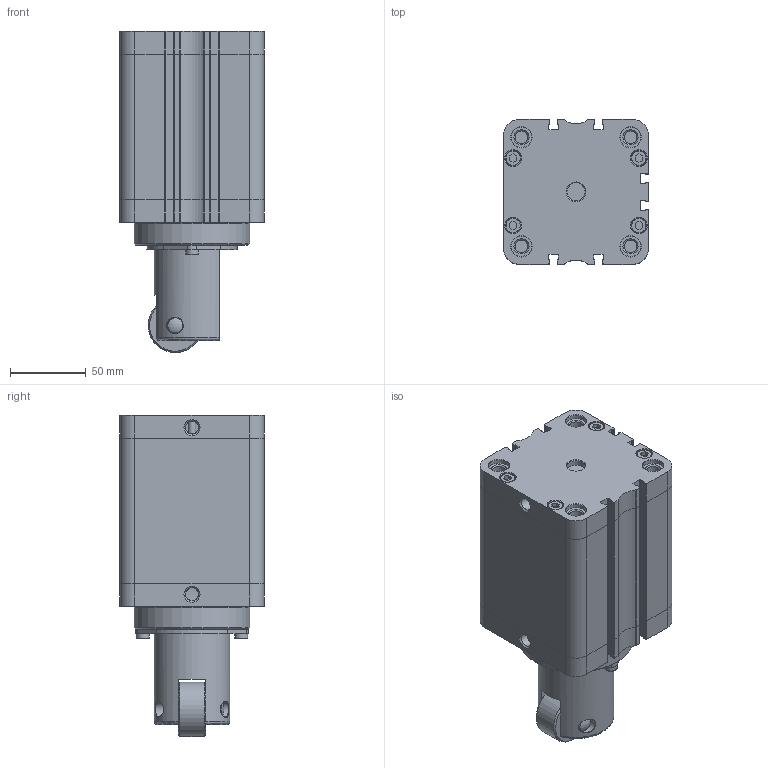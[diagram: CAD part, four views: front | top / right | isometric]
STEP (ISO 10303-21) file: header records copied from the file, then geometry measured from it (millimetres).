
FILE_DESCRIPTION((''),'2;1');
FILE_NAME('PST080.030.GS.R.stp','2014-02-20T15:21:58',('carlo.corazza'),(''),'Autodesk Inventor 2012','Autodesk Inventor 2012','');
FILE_SCHEMA(('AUTOMOTIVE_DESIGN { 1 0 10303 214 1 1 1 1 }'));
Length unit declared in the file: millimetre
Products named in the file (5): PST080.030.GS.R; CORPO; STELO; TA; TP
Assembly tree (4 placements, depth 2):
  PST080.030.GS.R
    CORPO
    STELO
    TA
    TP
Bounding box: 95.5 x 95.5 x 211.96 mm (x, y, z)
Volume: 833920.4 mm3; surface area: 162410.9 mm2
Topology: 4 solids, 14 shells, 612 faces, 1611 edges, 1050 vertices
Faces by surface type: plane 294, cylinder 239, cone 54, torus 22, bspline 2, sphere 1
Full cylindrical faces by diameter (mm): 5 x1, 6.9 x4, 7.1 x4, 8.376 x9, 8.5 x2, 8.566 x2, 9.8 x8, 10 x3, 10.5 x8, 12 x1, 13.5 x4, 20 x1, 36 x1, 50 x1, 76 x1, 80 x1
Entity records: 19332 total; most frequent: CARTESIAN_POINT 3663, DIRECTION 3223, ORIENTED_EDGE 2930, EDGE_CURVE 1465, AXIS2_PLACEMENT_3D 1168, VERTEX_POINT 1028, VECTOR 887, LINE 887
